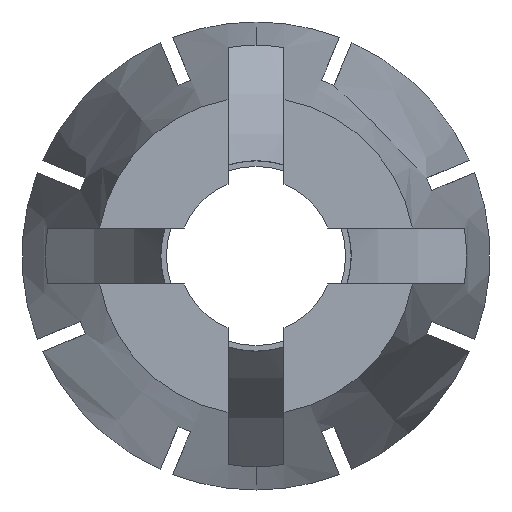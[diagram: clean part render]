
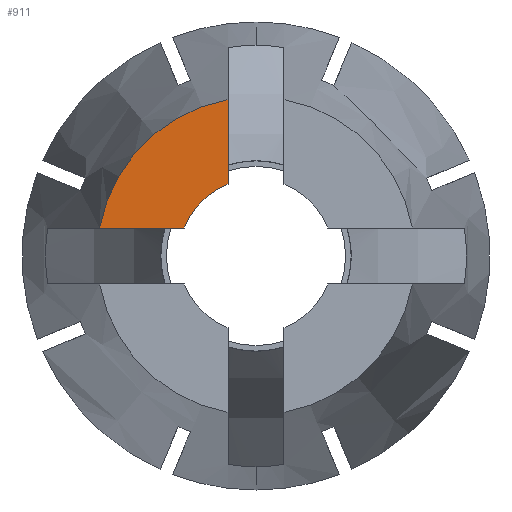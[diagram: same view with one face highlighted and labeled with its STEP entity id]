
A CAD part, left-side view. The second image highlights one B-rep face of the part: STEP entity #911.
In plain terms, the highlighted planar face has unit normal (-1, 0, 0).
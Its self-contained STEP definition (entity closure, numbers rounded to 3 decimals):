
#158 = DIRECTION ( 'NONE',  ( 0., 0., 1. ) ) ;
#376 = EDGE_CURVE ( 'NONE', #2622, #1200, #2340, .T. ) ;
#397 = PLANE ( 'NONE',  #2758 ) ;
#556 = VERTEX_POINT ( 'NONE', #2870 ) ;
#574 = ORIENTED_EDGE ( 'NONE', *, *, #3762, .F. ) ;
#666 = EDGE_CURVE ( 'NONE', #2821, #2622, #1545, .T. ) ;
#712 = AXIS2_PLACEMENT_3D ( 'NONE', #814, #2996, #1123 ) ;
#737 = CARTESIAN_POINT ( 'NONE',  ( -31.5, 3.205, 1.25 ) ) ;
#814 = CARTESIAN_POINT ( 'NONE',  ( -31.5, 0., 0. ) ) ;
#911 = ADVANCED_FACE ( 'NONE', ( #2444 ), #397, .T. ) ;
#1021 = CARTESIAN_POINT ( 'NONE',  ( -31.5, -7.091, 0. ) ) ;
#1123 = DIRECTION ( 'NONE',  ( 0., 0., -1. ) ) ;
#1200 = VERTEX_POINT ( 'NONE', #3435 ) ;
#1266 = ORIENTED_EDGE ( 'NONE', *, *, #666, .T. ) ;
#1332 = CARTESIAN_POINT ( 'NONE',  ( -31.5, 0., 0. ) ) ;
#1345 = DIRECTION ( 'NONE',  ( 1., 0., 0. ) ) ;
#1362 = DIRECTION ( 'NONE',  ( 0., 0., -1. ) ) ;
#1415 = LINE ( 'NONE', #1783, #3923 ) ;
#1545 = CIRCLE ( 'NONE', #2426, 3.44 ) ;
#1783 = CARTESIAN_POINT ( 'NONE',  ( -31.5, -7.091, 1.25 ) ) ;
#1931 = EDGE_LOOP ( 'NONE', ( #1266, #3585, #2962, #574 ) ) ;
#2124 = CARTESIAN_POINT ( 'NONE',  ( -31.5, 1.25, 0. ) ) ;
#2340 = LINE ( 'NONE', #2124, #4027 ) ;
#2360 = DIRECTION ( 'NONE',  ( -1., 0., 0. ) ) ;
#2426 = AXIS2_PLACEMENT_3D ( 'NONE', #1332, #1345, #1362 ) ;
#2444 = FACE_OUTER_BOUND ( 'NONE', #1931, .T. ) ;
#2455 = CIRCLE ( 'NONE', #712, 7.091 ) ;
#2622 = VERTEX_POINT ( 'NONE', #3208 ) ;
#2758 = AXIS2_PLACEMENT_3D ( 'NONE', #1021, #2360, #158 ) ;
#2821 = VERTEX_POINT ( 'NONE', #737 ) ;
#2870 = CARTESIAN_POINT ( 'NONE',  ( -31.5, 6.98, 1.25 ) ) ;
#2962 = ORIENTED_EDGE ( 'NONE', *, *, #3705, .F. ) ;
#2996 = DIRECTION ( 'NONE',  ( 1., 0., 0. ) ) ;
#3208 = CARTESIAN_POINT ( 'NONE',  ( -31.5, 1.25, 3.205 ) ) ;
#3435 = CARTESIAN_POINT ( 'NONE',  ( -31.5, 1.25, 6.98 ) ) ;
#3585 = ORIENTED_EDGE ( 'NONE', *, *, #376, .T. ) ;
#3683 = DIRECTION ( 'NONE',  ( 0., 1., 0. ) ) ;
#3705 = EDGE_CURVE ( 'NONE', #556, #1200, #2455, .T. ) ;
#3762 = EDGE_CURVE ( 'NONE', #2821, #556, #1415, .T. ) ;
#3923 = VECTOR ( 'NONE', #3683, 1000. ) ;
#4027 = VECTOR ( 'NONE', #4029, 1000. ) ;
#4029 = DIRECTION ( 'NONE',  ( 0., 0., 1. ) ) ;
